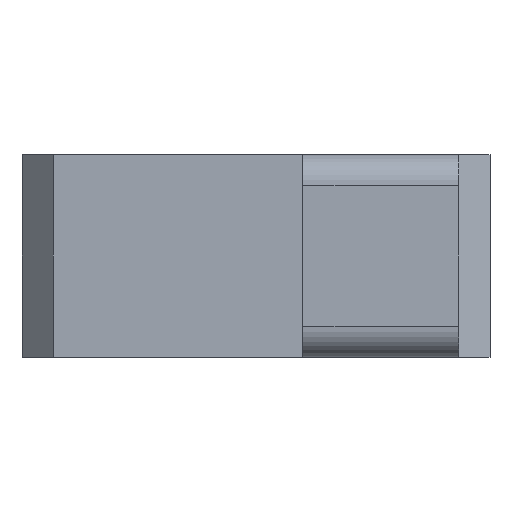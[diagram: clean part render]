
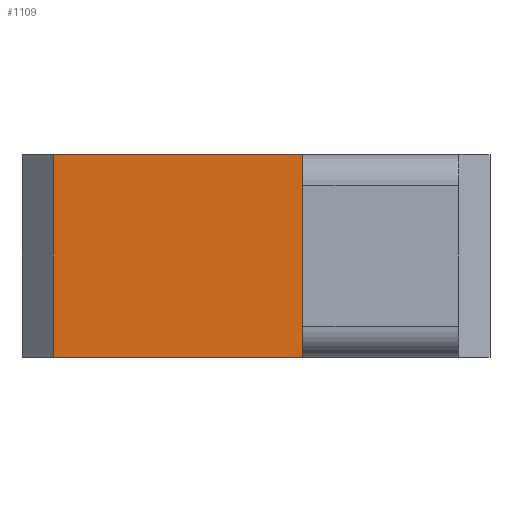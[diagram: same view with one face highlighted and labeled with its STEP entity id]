
A CAD part, left-side view. The second image highlights one B-rep face of the part: STEP entity #1109.
In plain terms, the highlighted planar face has unit normal (-1, 0, 0).
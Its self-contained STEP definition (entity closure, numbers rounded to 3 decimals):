
#137 = VERTEX_POINT ( 'NONE', #331 ) ;
#154 = DIRECTION ( 'NONE',  ( 0., -1., 0. ) ) ;
#177 = ORIENTED_EDGE ( 'NONE', *, *, #805, .T. ) ;
#247 = CARTESIAN_POINT ( 'NONE',  ( -7.5, -9., 0. ) ) ;
#251 = CARTESIAN_POINT ( 'NONE',  ( -7.5, -1., 6.5 ) ) ;
#257 = EDGE_CURVE ( 'NONE', #881, #708, #705, .T. ) ;
#259 = DIRECTION ( 'NONE',  ( 0., -1., 0. ) ) ;
#290 = CARTESIAN_POINT ( 'NONE',  ( -7.5, -9., 0. ) ) ;
#315 = CARTESIAN_POINT ( 'NONE',  ( -7.5, -1., 0. ) ) ;
#321 = ORIENTED_EDGE ( 'NONE', *, *, #820, .T. ) ;
#331 = CARTESIAN_POINT ( 'NONE',  ( -7.5, -9., 6.5 ) ) ;
#332 = LINE ( 'NONE', #1015, #910 ) ;
#422 = FACE_OUTER_BOUND ( 'NONE', #758, .T. ) ;
#464 = AXIS2_PLACEMENT_3D ( 'NONE', #597, #697, #1386 ) ;
#566 = ORIENTED_EDGE ( 'NONE', *, *, #257, .T. ) ;
#580 = VERTEX_POINT ( 'NONE', #247 ) ;
#597 = CARTESIAN_POINT ( 'NONE',  ( -7.5, 0., 0. ) ) ;
#620 = VECTOR ( 'NONE', #1056, 1000. ) ;
#639 = DIRECTION ( 'NONE',  ( 0., 0., -1. ) ) ;
#661 = EDGE_CURVE ( 'NONE', #881, #137, #332, .T. ) ;
#697 = DIRECTION ( 'NONE',  ( -1., 0., 0. ) ) ;
#704 = VECTOR ( 'NONE', #259, 1000. ) ;
#705 = LINE ( 'NONE', #315, #756 ) ;
#708 = VERTEX_POINT ( 'NONE', #1285 ) ;
#756 = VECTOR ( 'NONE', #639, 1000. ) ;
#758 = EDGE_LOOP ( 'NONE', ( #1114, #566, #321, #177 ) ) ;
#805 = EDGE_CURVE ( 'NONE', #580, #137, #1199, .T. ) ;
#820 = EDGE_CURVE ( 'NONE', #708, #580, #984, .T. ) ;
#881 = VERTEX_POINT ( 'NONE', #251 ) ;
#910 = VECTOR ( 'NONE', #154, 1000. ) ;
#984 = LINE ( 'NONE', #1026, #704 ) ;
#1015 = CARTESIAN_POINT ( 'NONE',  ( -7.5, 0., 6.5 ) ) ;
#1026 = CARTESIAN_POINT ( 'NONE',  ( -7.5, 0., 0. ) ) ;
#1031 = PLANE ( 'NONE',  #464 ) ;
#1056 = DIRECTION ( 'NONE',  ( 0., 0., 1. ) ) ;
#1109 = ADVANCED_FACE ( 'NONE', ( #422 ), #1031, .T. ) ;
#1114 = ORIENTED_EDGE ( 'NONE', *, *, #661, .F. ) ;
#1199 = LINE ( 'NONE', #290, #620 ) ;
#1285 = CARTESIAN_POINT ( 'NONE',  ( -7.5, -1., 0. ) ) ;
#1386 = DIRECTION ( 'NONE',  ( 0., -1., 0. ) ) ;
